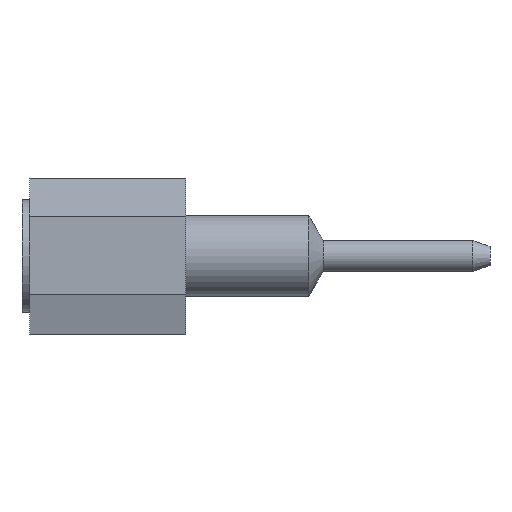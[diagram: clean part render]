
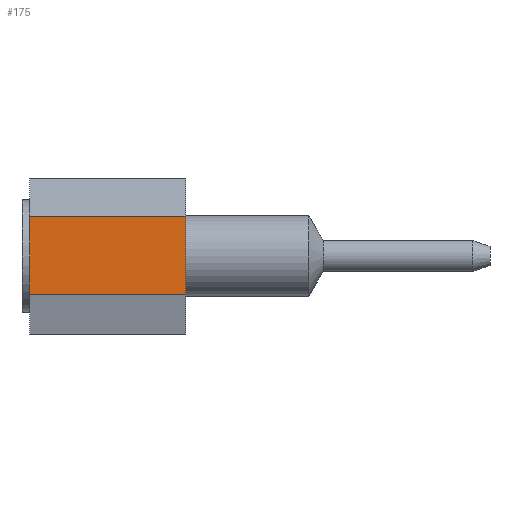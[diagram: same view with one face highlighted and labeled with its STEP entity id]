
A CAD part, left-side view. The second image highlights one B-rep face of the part: STEP entity #175.
In plain terms, the highlighted planar face has unit normal (-1, 0, 0).
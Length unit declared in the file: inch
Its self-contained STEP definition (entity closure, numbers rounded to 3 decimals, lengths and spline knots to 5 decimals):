
#175 = ADVANCED_FACE( '', ( #359 ), #360, .F. );
#359 = FACE_OUTER_BOUND( '', #608, .T. );
#360 = PLANE( '', #609 );
#608 = EDGE_LOOP( '', ( #859, #860, #861, #862 ) );
#609 = AXIS2_PLACEMENT_3D( '', #863, #864, #865 );
#859 = ORIENTED_EDGE( '', *, *, #1370, .T. );
#860 = ORIENTED_EDGE( '', *, *, #1371, .F. );
#861 = ORIENTED_EDGE( '', *, *, #1372, .F. );
#862 = ORIENTED_EDGE( '', *, *, #1373, .T. );
#863 = CARTESIAN_POINT( '', ( 0., 0.1, -0.025 ) );
#864 = DIRECTION( '', ( 1., 0., 0. ) );
#865 = DIRECTION( '', ( 0., 0., -1. ) );
#1370 = EDGE_CURVE( '', #1577, #1578, #1579, .T. );
#1371 = EDGE_CURVE( '', #1580, #1578, #1581, .T. );
#1372 = EDGE_CURVE( '', #1582, #1580, #1583, .T. );
#1373 = EDGE_CURVE( '', #1582, #1577, #1584, .T. );
#1577 = VERTEX_POINT( '', #1879 );
#1578 = VERTEX_POINT( '', #1880 );
#1579 = LINE( '', #1881, #1882 );
#1580 = VERTEX_POINT( '', #1883 );
#1581 = LINE( '', #1884, #1885 );
#1582 = VERTEX_POINT( '', #1886 );
#1583 = LINE( '', #1887, #1888 );
#1584 = LINE( '', #1889, #1890 );
#1879 = CARTESIAN_POINT( '', ( 0., 0., -0.025 ) );
#1880 = CARTESIAN_POINT( '', ( 0., 0., 0.025 ) );
#1881 = CARTESIAN_POINT( '', ( 0., 0., -0.025 ) );
#1882 = VECTOR( '', #2256, 39.37008 );
#1883 = CARTESIAN_POINT( '', ( 0., 0.1, 0.025 ) );
#1884 = CARTESIAN_POINT( '', ( 0., 0.1, 0.025 ) );
#1885 = VECTOR( '', #2257, 39.37008 );
#1886 = CARTESIAN_POINT( '', ( 0., 0.1, -0.025 ) );
#1887 = CARTESIAN_POINT( '', ( 0., 0.1, -0.025 ) );
#1888 = VECTOR( '', #2258, 39.37008 );
#1889 = CARTESIAN_POINT( '', ( 0., 0.1, -0.025 ) );
#1890 = VECTOR( '', #2259, 39.37008 );
#2256 = DIRECTION( '', ( 0., 0., 1. ) );
#2257 = DIRECTION( '', ( 0., -1., 0. ) );
#2258 = DIRECTION( '', ( 0., 0., 1. ) );
#2259 = DIRECTION( '', ( 0., -1., 0. ) );
